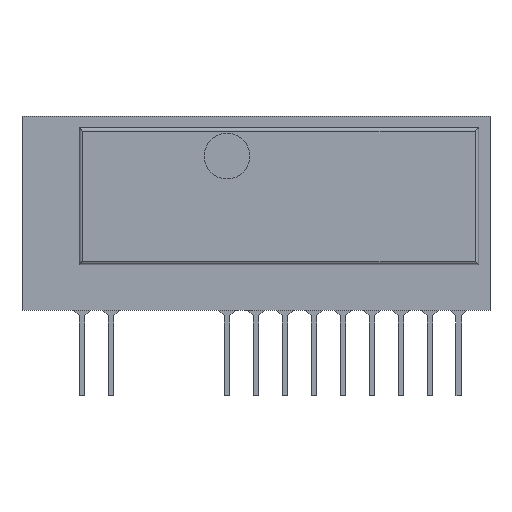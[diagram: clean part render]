
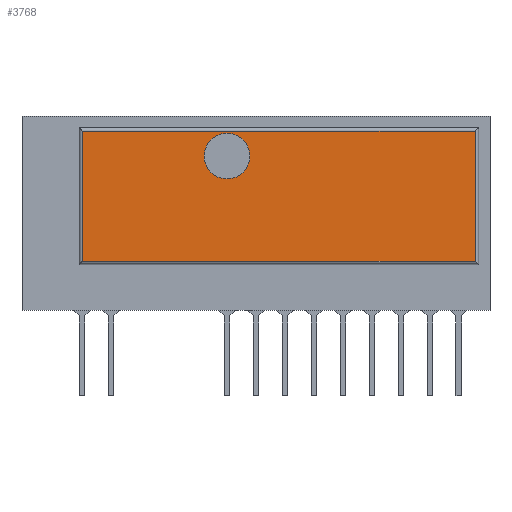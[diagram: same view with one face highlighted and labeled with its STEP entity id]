
A CAD part, front view. The second image highlights one B-rep face of the part: STEP entity #3768.
In plain terms, the highlighted planar face has unit normal (0, -1, 0).
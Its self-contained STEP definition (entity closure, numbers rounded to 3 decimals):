
#3639 = VERTEX_POINT('',#3640);
#3640 = CARTESIAN_POINT('',(-15.2,-4.5,16.2));
#3647 = EDGE_CURVE('',#3639,#3648,#3650,.T.);
#3648 = VERTEX_POINT('',#3649);
#3649 = CARTESIAN_POINT('',(19.2,-4.5,16.2));
#3650 = LINE('',#3651,#3652);
#3651 = CARTESIAN_POINT('',(-15.5,-4.5,16.2));
#3652 = VECTOR('',#3653,1.);
#3653 = DIRECTION('',(1.,0.,0.));
#3748 = VERTEX_POINT('',#3749);
#3749 = CARTESIAN_POINT('',(-15.2,-4.5,4.8));
#3756 = EDGE_CURVE('',#3748,#3639,#3757,.T.);
#3757 = LINE('',#3758,#3759);
#3758 = CARTESIAN_POINT('',(-15.2,-4.5,4.5));
#3759 = VECTOR('',#3760,1.);
#3760 = DIRECTION('',(0.,0.,1.));
#3768 = ADVANCED_FACE('',(#3769,#3787),#3798,.F.);
#3769 = FACE_BOUND('',#3770,.F.);
#3770 = EDGE_LOOP('',(#3771,#3772,#3780,#3786));
#3771 = ORIENTED_EDGE('',*,*,#3647,.T.);
#3772 = ORIENTED_EDGE('',*,*,#3773,.T.);
#3773 = EDGE_CURVE('',#3648,#3774,#3776,.T.);
#3774 = VERTEX_POINT('',#3775);
#3775 = CARTESIAN_POINT('',(19.2,-4.5,4.8));
#3776 = LINE('',#3777,#3778);
#3777 = CARTESIAN_POINT('',(19.2,-4.5,16.5));
#3778 = VECTOR('',#3779,1.);
#3779 = DIRECTION('',(0.,0.,-1.));
#3780 = ORIENTED_EDGE('',*,*,#3781,.T.);
#3781 = EDGE_CURVE('',#3774,#3748,#3782,.T.);
#3782 = LINE('',#3783,#3784);
#3783 = CARTESIAN_POINT('',(19.5,-4.5,4.8));
#3784 = VECTOR('',#3785,1.);
#3785 = DIRECTION('',(-1.,-0.,0.));
#3786 = ORIENTED_EDGE('',*,*,#3756,.T.);
#3787 = FACE_BOUND('',#3788,.F.);
#3788 = EDGE_LOOP('',(#3789));
#3789 = ORIENTED_EDGE('',*,*,#3790,.T.);
#3790 = EDGE_CURVE('',#3791,#3791,#3793,.T.);
#3791 = VERTEX_POINT('',#3792);
#3792 = CARTESIAN_POINT('',(-0.54,-4.5,14.));
#3793 = CIRCLE('',#3794,2.);
#3794 = AXIS2_PLACEMENT_3D('',#3795,#3796,#3797);
#3795 = CARTESIAN_POINT('',(-2.54,-4.5,14.));
#3796 = DIRECTION('',(0.,-1.,0.));
#3797 = DIRECTION('',(1.,0.,0.));
#3798 = PLANE('',#3799);
#3799 = AXIS2_PLACEMENT_3D('',#3800,#3801,#3802);
#3800 = CARTESIAN_POINT('',(1.548,-4.5,10.848));
#3801 = DIRECTION('',(0.,1.,0.));
#3802 = DIRECTION('',(0.,0.,1.));
